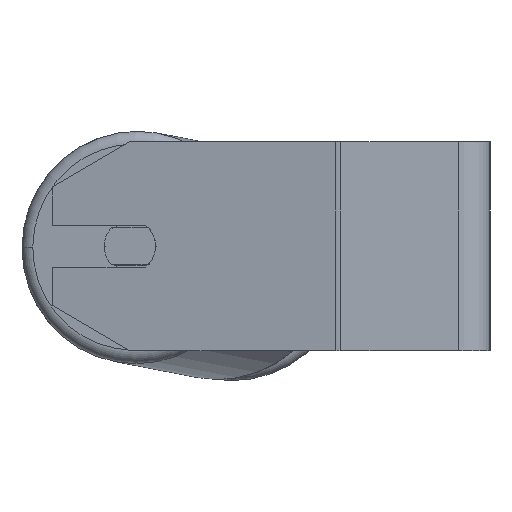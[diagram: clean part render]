
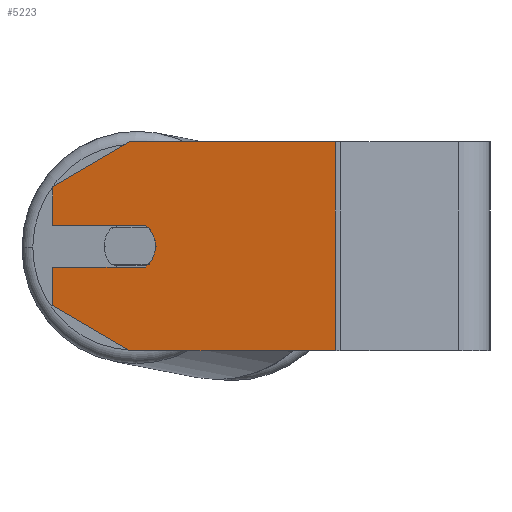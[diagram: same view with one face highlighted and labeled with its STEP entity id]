
A CAD part, left-side view. The second image highlights one B-rep face of the part: STEP entity #5223.
In plain terms, the highlighted planar face has unit normal (-0.985, 0.174, 0).
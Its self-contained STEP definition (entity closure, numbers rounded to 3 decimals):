
#121 = VECTOR ( 'NONE', #2343, 1000. ) ;
#167 = DIRECTION ( 'NONE',  ( -0.15, -0.853, -0.5 ) ) ;
#267 = EDGE_CURVE ( 'NONE', #8099, #2080, #2565, .T. ) ;
#377 = DIRECTION ( 'NONE',  ( 0.15, 0.853, -0.5 ) ) ;
#583 = CARTESIAN_POINT ( 'NONE',  ( -339.818, 59.205, -40. ) ) ;
#610 = DIRECTION ( 'NONE',  ( -0.985, 0.174, 0. ) ) ;
#654 = VERTEX_POINT ( 'NONE', #1654 ) ;
#666 = VECTOR ( 'NONE', #4422, 1000. ) ;
#731 = CARTESIAN_POINT ( 'NONE',  ( -325.943, 137.89, 0. ) ) ;
#779 = DIRECTION ( 'NONE',  ( 0., 0., -1. ) ) ;
#871 = VECTOR ( 'NONE', #4055, 1000. ) ;
#890 = VECTOR ( 'NONE', #167, 1000. ) ;
#910 = CARTESIAN_POINT ( 'NONE',  ( -320.734, 167.434, 40. ) ) ;
#953 = EDGE_CURVE ( 'NONE', #4042, #3795, #7031, .T. ) ;
#1166 = ORIENTED_EDGE ( 'NONE', *, *, #2636, .T. ) ;
#1283 = CIRCLE ( 'NONE', #3966, 10. ) ;
#1352 = LINE ( 'NONE', #7423, #871 ) ;
#1435 = DIRECTION ( 'NONE',  ( -0.174, -0.985, 0. ) ) ;
#1654 = CARTESIAN_POINT ( 'NONE',  ( -339.818, 59.205, 40. ) ) ;
#1893 = ORIENTED_EDGE ( 'NONE', *, *, #3903, .F. ) ;
#2080 = VERTEX_POINT ( 'NONE', #583 ) ;
#2118 = CARTESIAN_POINT ( 'NONE',  ( -320.734, 167.434, -8. ) ) ;
#2150 = LINE ( 'NONE', #2283, #3973 ) ;
#2171 = CARTESIAN_POINT ( 'NONE',  ( -320.734, 167.434, 22.679 ) ) ;
#2274 = VECTOR ( 'NONE', #4532, 1000. ) ;
#2283 = CARTESIAN_POINT ( 'NONE',  ( -339.818, 59.205, 40. ) ) ;
#2343 = DIRECTION ( 'NONE',  ( 0., 0., -1. ) ) ;
#2372 = DIRECTION ( 'NONE',  ( -0.174, -0.985, 0. ) ) ;
#2388 = AXIS2_PLACEMENT_3D ( 'NONE', #6478, #7982, #5947 ) ;
#2473 = PLANE ( 'NONE',  #2388 ) ;
#2507 = EDGE_CURVE ( 'NONE', #4042, #3299, #5514, .T. ) ;
#2565 = LINE ( 'NONE', #8553, #4333 ) ;
#2636 = EDGE_CURVE ( 'NONE', #3658, #6850, #7061, .T. ) ;
#3151 = VECTOR ( 'NONE', #377, 1000. ) ;
#3299 = VERTEX_POINT ( 'NONE', #8112 ) ;
#3658 = VERTEX_POINT ( 'NONE', #2171 ) ;
#3770 = CARTESIAN_POINT ( 'NONE',  ( -325.943, 137.89, 40. ) ) ;
#3795 = VERTEX_POINT ( 'NONE', #7196 ) ;
#3903 = EDGE_CURVE ( 'NONE', #3795, #8716, #1283, .T. ) ;
#3966 = AXIS2_PLACEMENT_3D ( 'NONE', #731, #610, #6629 ) ;
#3973 = VECTOR ( 'NONE', #4875, 1000. ) ;
#3997 = ORIENTED_EDGE ( 'NONE', *, *, #6385, .F. ) ;
#4008 = ORIENTED_EDGE ( 'NONE', *, *, #2507, .T. ) ;
#4042 = VERTEX_POINT ( 'NONE', #2118 ) ;
#4055 = DIRECTION ( 'NONE',  ( -0.174, -0.985, 0. ) ) ;
#4333 = VECTOR ( 'NONE', #2372, 1000. ) ;
#4420 = CIRCLE ( 'NONE', #6394, 10. ) ;
#4422 = DIRECTION ( 'NONE',  ( -0.174, -0.985, 0. ) ) ;
#4497 = VECTOR ( 'NONE', #779, 1000. ) ;
#4532 = DIRECTION ( 'NONE',  ( 0.174, 0.985, 0. ) ) ;
#4711 = EDGE_CURVE ( 'NONE', #7969, #654, #1352, .T. ) ;
#4743 = ORIENTED_EDGE ( 'NONE', *, *, #4711, .F. ) ;
#4809 = CARTESIAN_POINT ( 'NONE',  ( -325.943, 137.89, 0. ) ) ;
#4875 = DIRECTION ( 'NONE',  ( 0., 0., -1. ) ) ;
#4912 = CARTESIAN_POINT ( 'NONE',  ( -326.985, 131.981, 8. ) ) ;
#5223 = ADVANCED_FACE ( 'NONE', ( #7181 ), #2473, .F. ) ;
#5325 = LINE ( 'NONE', #6528, #2274 ) ;
#5328 = EDGE_LOOP ( 'NONE', ( #1893, #6220, #4008, #5905, #7429, #6836, #4743, #7289, #1166, #3997, #7008 ) ) ;
#5505 = EDGE_CURVE ( 'NONE', #654, #2080, #2150, .T. ) ;
#5514 = LINE ( 'NONE', #910, #4497 ) ;
#5905 = ORIENTED_EDGE ( 'NONE', *, *, #7416, .T. ) ;
#5947 = DIRECTION ( 'NONE',  ( 0.174, 0.985, 0. ) ) ;
#6220 = ORIENTED_EDGE ( 'NONE', *, *, #953, .F. ) ;
#6278 = LINE ( 'NONE', #7695, #890 ) ;
#6290 = EDGE_CURVE ( 'NONE', #8716, #6997, #4420, .T. ) ;
#6385 = EDGE_CURVE ( 'NONE', #6997, #6850, #5325, .T. ) ;
#6394 = AXIS2_PLACEMENT_3D ( 'NONE', #4809, #7510, #1435 ) ;
#6402 = CARTESIAN_POINT ( 'NONE',  ( -320.734, 167.434, 40. ) ) ;
#6478 = CARTESIAN_POINT ( 'NONE',  ( -320.734, 167.434, 40. ) ) ;
#6528 = CARTESIAN_POINT ( 'NONE',  ( -326.985, 131.981, 8. ) ) ;
#6532 = CARTESIAN_POINT ( 'NONE',  ( -320.734, 167.434, 22.679 ) ) ;
#6629 = DIRECTION ( 'NONE',  ( -0.174, -0.985, 0. ) ) ;
#6660 = CARTESIAN_POINT ( 'NONE',  ( -325.943, 137.89, -40. ) ) ;
#6836 = ORIENTED_EDGE ( 'NONE', *, *, #5505, .F. ) ;
#6850 = VERTEX_POINT ( 'NONE', #8105 ) ;
#6997 = VERTEX_POINT ( 'NONE', #4912 ) ;
#7008 = ORIENTED_EDGE ( 'NONE', *, *, #6290, .F. ) ;
#7031 = LINE ( 'NONE', #7739, #666 ) ;
#7061 = LINE ( 'NONE', #6402, #121 ) ;
#7181 = FACE_OUTER_BOUND ( 'NONE', #5328, .T. ) ;
#7196 = CARTESIAN_POINT ( 'NONE',  ( -326.985, 131.981, -8. ) ) ;
#7289 = ORIENTED_EDGE ( 'NONE', *, *, #7884, .T. ) ;
#7416 = EDGE_CURVE ( 'NONE', #3299, #8099, #6278, .T. ) ;
#7423 = CARTESIAN_POINT ( 'NONE',  ( -320.734, 167.434, 40. ) ) ;
#7429 = ORIENTED_EDGE ( 'NONE', *, *, #267, .T. ) ;
#7510 = DIRECTION ( 'NONE',  ( -0.985, 0.174, 0. ) ) ;
#7695 = CARTESIAN_POINT ( 'NONE',  ( -325.943, 137.89, -40. ) ) ;
#7739 = CARTESIAN_POINT ( 'NONE',  ( -326.985, 131.981, -8. ) ) ;
#7884 = EDGE_CURVE ( 'NONE', #7969, #3658, #8387, .T. ) ;
#7969 = VERTEX_POINT ( 'NONE', #3770 ) ;
#7982 = DIRECTION ( 'NONE',  ( 0.985, -0.174, 0. ) ) ;
#8099 = VERTEX_POINT ( 'NONE', #6660 ) ;
#8105 = CARTESIAN_POINT ( 'NONE',  ( -320.734, 167.434, 8. ) ) ;
#8112 = CARTESIAN_POINT ( 'NONE',  ( -320.734, 167.434, -22.679 ) ) ;
#8387 = LINE ( 'NONE', #6532, #3151 ) ;
#8553 = CARTESIAN_POINT ( 'NONE',  ( -320.734, 167.434, -40. ) ) ;
#8670 = CARTESIAN_POINT ( 'NONE',  ( -327.68, 128.042, 0. ) ) ;
#8716 = VERTEX_POINT ( 'NONE', #8670 ) ;
